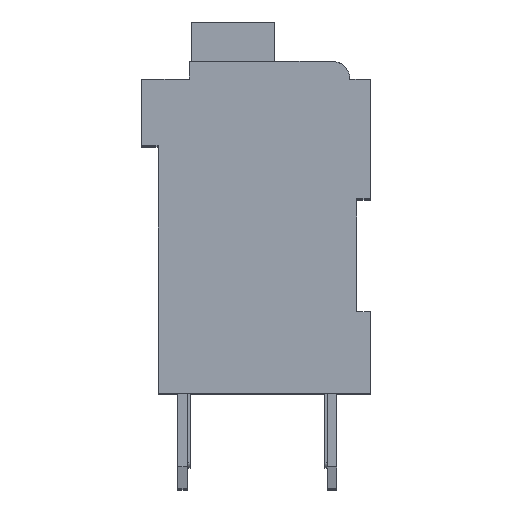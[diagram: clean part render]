
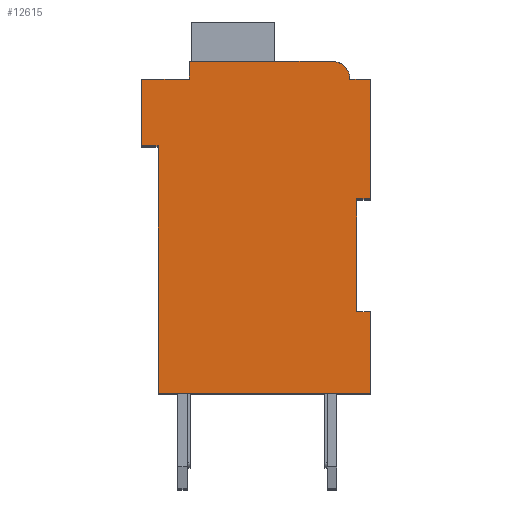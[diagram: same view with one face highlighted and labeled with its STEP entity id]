
A CAD part, top view. The second image highlights one B-rep face of the part: STEP entity #12615.
In plain terms, the highlighted planar face has unit normal (0, 0, 1).
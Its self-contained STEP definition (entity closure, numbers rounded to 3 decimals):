
#3232=DIRECTION('',(1.,0.,0.));
#3233=VECTOR('',#3232,0.5);
#3234=CARTESIAN_POINT('',(7.3,7.15,2.1));
#3235=LINE('',#3234,#3233);
#3236=DIRECTION('',(0.,1.,0.));
#3237=VECTOR('',#3236,4.15);
#3238=CARTESIAN_POINT('',(7.3,3.,2.1));
#3239=LINE('',#3238,#3237);
#3240=DIRECTION('',(-1.,0.,0.));
#3241=VECTOR('',#3240,0.5);
#3242=CARTESIAN_POINT('',(7.8,3.,2.1));
#3243=LINE('',#3242,#3241);
#3244=DIRECTION('',(0.,1.,0.));
#3245=VECTOR('',#3244,3.);
#3246=CARTESIAN_POINT('',(7.8,0.,2.1));
#3247=LINE('',#3246,#3245);
#3248=DIRECTION('',(1.,0.,0.));
#3249=VECTOR('',#3248,7.8);
#3250=CARTESIAN_POINT('',(0.,0.,2.1));
#3251=LINE('',#3250,#3249);
#3252=DIRECTION('',(0.,-1.,0.));
#3253=VECTOR('',#3252,9.1);
#3254=CARTESIAN_POINT('',(0.,9.1,2.1));
#3255=LINE('',#3254,#3253);
#3256=DIRECTION('',(1.,0.,0.));
#3257=VECTOR('',#3256,0.6);
#3258=CARTESIAN_POINT('',(-0.6,9.1,2.1));
#3259=LINE('',#3258,#3257);
#3260=DIRECTION('',(0.,-1.,0.));
#3261=VECTOR('',#3260,2.45);
#3262=CARTESIAN_POINT('',(-0.6,11.55,2.1));
#3263=LINE('',#3262,#3261);
#3264=DIRECTION('',(-1.,0.,0.));
#3265=VECTOR('',#3264,1.75);
#3266=CARTESIAN_POINT('',(1.15,11.55,2.1));
#3267=LINE('',#3266,#3265);
#3268=DIRECTION('',(0.,-1.,0.));
#3269=VECTOR('',#3268,0.65);
#3270=CARTESIAN_POINT('',(1.15,12.2,2.1));
#3271=LINE('',#3270,#3269);
#3272=DIRECTION('',(-1.,0.,0.));
#3273=VECTOR('',#3272,5.25);
#3274=CARTESIAN_POINT('',(6.4,12.2,2.1));
#3275=LINE('',#3274,#3273);
#3276=CARTESIAN_POINT('',(6.4,11.55,2.1));
#3277=DIRECTION('',(0.,0.,1.));
#3278=DIRECTION('',(1.,0.,0.));
#3279=AXIS2_PLACEMENT_3D('',#3276,#3277,#3278);
#3281=DIRECTION('',(-1.,0.,0.));
#3282=VECTOR('',#3281,0.75);
#3283=CARTESIAN_POINT('',(7.8,11.55,2.1));
#3284=LINE('',#3283,#3282);
#3285=DIRECTION('',(0.,1.,0.));
#3286=VECTOR('',#3285,4.4);
#3287=CARTESIAN_POINT('',(7.8,7.15,2.1));
#3288=LINE('',#3287,#3286);
#6907=CARTESIAN_POINT('',(7.3,7.15,2.1));
#6908=CARTESIAN_POINT('',(7.8,7.15,2.1));
#6909=VERTEX_POINT('',#6907);
#6910=VERTEX_POINT('',#6908);
#6911=CARTESIAN_POINT('',(7.8,11.55,2.1));
#6912=VERTEX_POINT('',#6911);
#6913=CARTESIAN_POINT('',(7.05,11.55,2.1));
#6914=VERTEX_POINT('',#6913);
#6915=CARTESIAN_POINT('',(6.4,12.2,2.1));
#6916=VERTEX_POINT('',#6915);
#6917=CARTESIAN_POINT('',(1.15,12.2,2.1));
#6918=VERTEX_POINT('',#6917);
#6919=CARTESIAN_POINT('',(1.15,11.55,2.1));
#6920=VERTEX_POINT('',#6919);
#6921=CARTESIAN_POINT('',(-0.6,11.55,2.1));
#6922=VERTEX_POINT('',#6921);
#6923=CARTESIAN_POINT('',(-0.6,9.1,2.1));
#6924=VERTEX_POINT('',#6923);
#6925=CARTESIAN_POINT('',(0.,9.1,2.1));
#6926=VERTEX_POINT('',#6925);
#6927=CARTESIAN_POINT('',(0.,0.,2.1));
#6928=VERTEX_POINT('',#6927);
#6929=CARTESIAN_POINT('',(7.8,0.,2.1));
#6930=VERTEX_POINT('',#6929);
#6931=CARTESIAN_POINT('',(7.8,3.,2.1));
#6932=VERTEX_POINT('',#6931);
#6933=CARTESIAN_POINT('',(7.3,3.,2.1));
#6934=VERTEX_POINT('',#6933);
#12594=CARTESIAN_POINT('',(0.,0.,2.1));
#12595=DIRECTION('',(0.,0.,1.));
#12596=DIRECTION('',(1.,0.,0.));
#12597=AXIS2_PLACEMENT_3D('',#12594,#12595,#12596);
#12598=PLANE('',#12597);
#12599=ORIENTED_EDGE('',*,*,#9088,.F.);
#12600=ORIENTED_EDGE('',*,*,#9476,.F.);
#12601=ORIENTED_EDGE('',*,*,#9758,.F.);
#12602=ORIENTED_EDGE('',*,*,#9933,.F.);
#12603=ORIENTED_EDGE('',*,*,#10144,.F.);
#12604=ORIENTED_EDGE('',*,*,#10433,.F.);
#12605=ORIENTED_EDGE('',*,*,#10966,.F.);
#12606=ORIENTED_EDGE('',*,*,#11095,.F.);
#12607=ORIENTED_EDGE('',*,*,#11287,.F.);
#12608=ORIENTED_EDGE('',*,*,#11674,.F.);
#12609=ORIENTED_EDGE('',*,*,#11970,.F.);
#12610=ORIENTED_EDGE('',*,*,#11338,.F.);
#12611=ORIENTED_EDGE('',*,*,#11555,.F.);
#12612=ORIENTED_EDGE('',*,*,#9371,.F.);
#12613=EDGE_LOOP('',(#12599,#12600,#12601,#12602,#12603,#12604,#12605,#12606,
#12607,#12608,#12609,#12610,#12611,#12612));
#12614=FACE_OUTER_BOUND('',#12613,.F.);
#3280=CIRCLE('',#3279,0.65);
#9088=EDGE_CURVE('',#6909,#6910,#3235,.T.);
#9371=EDGE_CURVE('',#6910,#6912,#3288,.T.);
#9476=EDGE_CURVE('',#6934,#6909,#3239,.T.);
#9758=EDGE_CURVE('',#6932,#6934,#3243,.T.);
#9933=EDGE_CURVE('',#6930,#6932,#3247,.T.);
#10144=EDGE_CURVE('',#6928,#6930,#3251,.T.);
#10433=EDGE_CURVE('',#6926,#6928,#3255,.T.);
#10966=EDGE_CURVE('',#6924,#6926,#3259,.T.);
#11095=EDGE_CURVE('',#6922,#6924,#3263,.T.);
#11287=EDGE_CURVE('',#6920,#6922,#3267,.T.);
#11338=EDGE_CURVE('',#6914,#6916,#3280,.T.);
#11555=EDGE_CURVE('',#6912,#6914,#3284,.T.);
#11674=EDGE_CURVE('',#6918,#6920,#3271,.T.);
#11970=EDGE_CURVE('',#6916,#6918,#3275,.T.);
#12615=ADVANCED_FACE('',(#12614),#12598,.T.);
